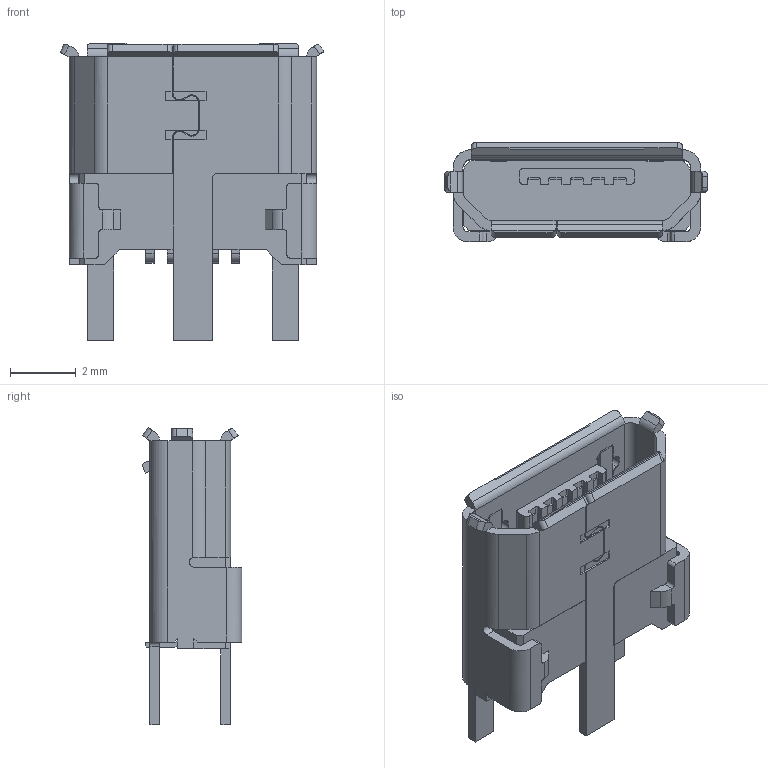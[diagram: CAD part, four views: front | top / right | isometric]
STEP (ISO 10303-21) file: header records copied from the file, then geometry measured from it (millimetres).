
FILE_DESCRIPTION(('FreeCAD Model'),'2;1');
FILE_NAME('User Library-Micro USB B 1051330011.step','2017-03-01T20:14:52',('Author'),(''), 'Open CASCADE STEP processor 6.8','FreeCAD','Unknown');
FILE_SCHEMA(('AUTOMOTIVE_DESIGN_CC2 { 1 2 10303 214 -1 1 5 4 }'));
Length unit declared in the file: millimetre
Products named in the file (2): ASSEMBLY; User_Library-Micro_USB_B_1051330011
Assembly tree (1 placements, depth 2):
  ASSEMBLY
    User_Library-Micro_USB_B_1051330011
Bounding box: 8 x 3.02 x 9.01 mm (x, y, z)
Volume: 68.5 mm3; surface area: 333.7 mm2
Topology: 1 solids, 1 shells, 408 faces, 1180 edges, 764 vertices
Faces by surface type: plane 285, cylinder 121, cone 2
Entity records: 45071 total; most frequent: CARTESIAN_POINT 20441, DIRECTION 3490, ORIENTED_EDGE 2360, PCURVE 2360, DEFINITIONAL_REPRESENTATION 2360, LINE 2320, VECTOR 2320, EDGE_CURVE 1180
